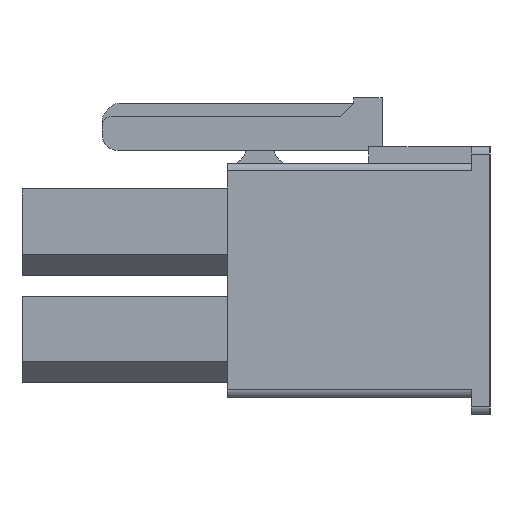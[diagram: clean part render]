
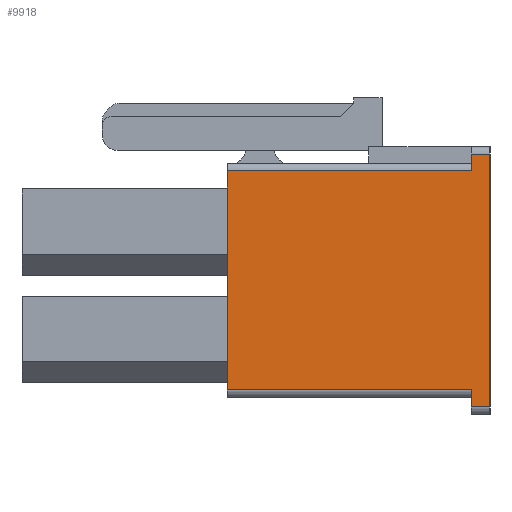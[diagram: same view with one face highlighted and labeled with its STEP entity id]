
A CAD part, left-side view. The second image highlights one B-rep face of the part: STEP entity #9918.
In plain terms, the highlighted planar face has unit normal (-1, 0, 0).
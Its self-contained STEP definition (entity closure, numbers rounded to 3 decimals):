
#970=ORIENTED_EDGE('',*,*,#3759,.T.);
#971=ORIENTED_EDGE('',*,*,#3760,.T.);
#972=ORIENTED_EDGE('',*,*,#3747,.T.);
#973=ORIENTED_EDGE('',*,*,#3761,.T.);
#974=ORIENTED_EDGE('',*,*,#3762,.F.);
#975=ORIENTED_EDGE('',*,*,#3763,.T.);
#976=ORIENTED_EDGE('',*,*,#3018,.T.);
#977=ORIENTED_EDGE('',*,*,#3764,.T.);
#3018=EDGE_CURVE('',#4445,#4444,#5337,.T.);
#3747=EDGE_CURVE('',#5088,#5089,#6049,.T.);
#3759=EDGE_CURVE('',#5096,#5097,#6057,.T.);
#3760=EDGE_CURVE('',#5097,#5088,#6058,.T.);
#3761=EDGE_CURVE('',#5089,#5098,#6059,.T.);
#3762=EDGE_CURVE('',#5099,#5098,#6060,.T.);
#3763=EDGE_CURVE('',#5099,#4445,#6061,.T.);
#3764=EDGE_CURVE('',#4444,#5096,#6062,.F.);
#4444=VERTEX_POINT('',#13692);
#4445=VERTEX_POINT('',#13694);
#5088=VERTEX_POINT('',#15188);
#5089=VERTEX_POINT('',#15189);
#5096=VERTEX_POINT('',#15210);
#5097=VERTEX_POINT('',#15211);
#5098=VERTEX_POINT('',#15214);
#5099=VERTEX_POINT('',#15216);
#5337=LINE('',#13693,#6729);
#6049=LINE('',#15187,#7441);
#6057=LINE('',#15209,#7449);
#6058=LINE('',#15212,#7450);
#6059=LINE('',#15213,#7451);
#6060=LINE('',#15215,#7452);
#6061=LINE('',#15217,#7453);
#6062=LINE('',#15218,#7454);
#6729=VECTOR('',#11052,1000.);
#7441=VECTOR('',#12042,1000.);
#7449=VECTOR('',#12062,1000.);
#7450=VECTOR('',#12063,1000.);
#7451=VECTOR('',#12064,1000.);
#7452=VECTOR('',#12065,1000.);
#7453=VECTOR('',#12066,1000.);
#7454=VECTOR('',#12067,1000.);
#8227=EDGE_LOOP('',(#970,#971,#972,#973,#974,#975,#976,#977));
#8819=FACE_BOUND('',#8227,.T.);
#9375=PLANE('',#10515);
#9918=ADVANCED_FACE('',(#8819),#9375,.T.);
#10515=AXIS2_PLACEMENT_3D('',#15208,#12060,#12061);
#11052=DIRECTION('',(0.,0.,1.));
#12042=DIRECTION('',(0.,0.,-1.));
#12060=DIRECTION('',(-1.,0.,0.));
#12061=DIRECTION('',(0.,0.,1.));
#12062=DIRECTION('',(0.,0.,-1.));
#12063=DIRECTION('',(0.,1.,0.));
#12064=DIRECTION('',(0.,-1.,0.));
#12065=DIRECTION('',(0.,0.,1.));
#12066=DIRECTION('',(0.,-1.,0.));
#12067=DIRECTION('',(0.,-1.,0.));
#13692=CARTESIAN_POINT('',(-14.575,-14.,6.73));
#13693=CARTESIAN_POINT('',(-14.575,-14.,-6.23));
#13694=CARTESIAN_POINT('',(-14.575,-14.,-6.73));
#15187=CARTESIAN_POINT('',(-14.575,0.,6.23));
#15188=CARTESIAN_POINT('',(-14.575,0.,5.83));
#15189=CARTESIAN_POINT('',(-14.575,0.,-5.83));
#15208=CARTESIAN_POINT('',(-14.575,0.,0.));
#15209=CARTESIAN_POINT('',(-14.575,-13.,7.13));
#15210=CARTESIAN_POINT('',(-14.575,-13.,6.73));
#15211=CARTESIAN_POINT('',(-14.575,-13.,5.83));
#15212=CARTESIAN_POINT('',(-14.575,0.,5.83));
#15213=CARTESIAN_POINT('',(-14.575,0.,-5.83));
#15214=CARTESIAN_POINT('',(-14.575,-13.,-5.83));
#15215=CARTESIAN_POINT('',(-14.575,-13.,-7.13));
#15216=CARTESIAN_POINT('',(-14.575,-13.,-6.73));
#15217=CARTESIAN_POINT('',(-14.575,-14.,-6.73));
#15218=CARTESIAN_POINT('',(-14.575,0.,6.73));
